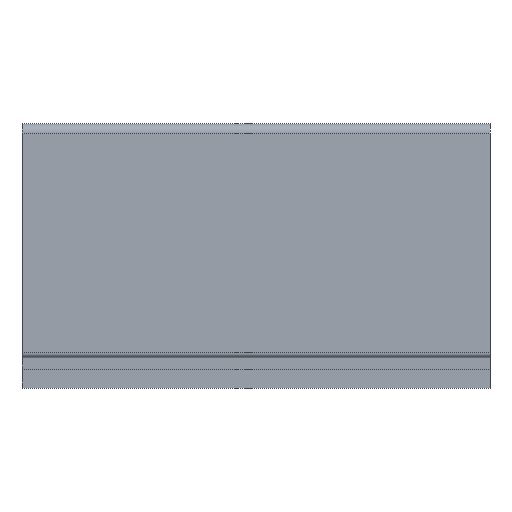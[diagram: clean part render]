
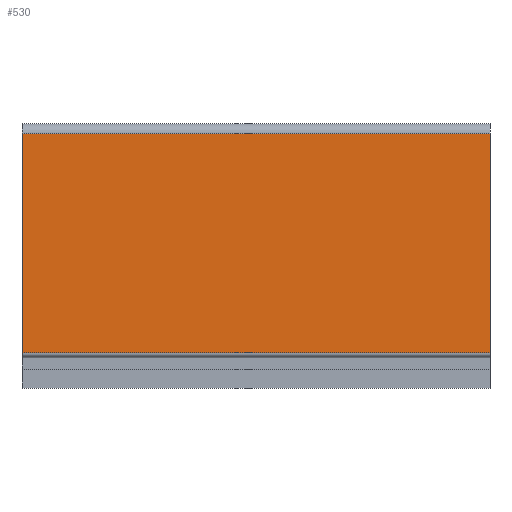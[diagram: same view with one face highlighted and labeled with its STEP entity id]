
A CAD part, left-side view. The second image highlights one B-rep face of the part: STEP entity #530.
In plain terms, the highlighted planar face has unit normal (-1, 0, 0).
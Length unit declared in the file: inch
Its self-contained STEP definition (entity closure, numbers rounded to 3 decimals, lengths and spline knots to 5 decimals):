
#467=CARTESIAN_POINT('',(9.085,5.20655,-1.5));
#468=VERTEX_POINT('',#467);
#476=CARTESIAN_POINT('',(9.085,11.20655,-1.5));
#477=VERTEX_POINT('',#476);
#478=CARTESIAN_POINT('',(9.085,8.20655,-1.5));
#479=DIRECTION('',(0.,1.,0.));
#480=VECTOR('',#479,1.);
#481=LINE('',#478,#480);
#482=EDGE_CURVE('',#468,#477,#481,.T.);
#500=CARTESIAN_POINT('',(9.085,5.20655,1.3125));
#501=VERTEX_POINT('',#500);
#502=CARTESIAN_POINT('',(9.085,5.20655,1.3125));
#503=DIRECTION('',(0.,0.,1.));
#504=VECTOR('',#503,1.);
#505=LINE('',#502,#504);
#506=EDGE_CURVE('',#468,#501,#505,.T.);
#507=ORIENTED_EDGE('',*,*,#506,.T.);
#508=CARTESIAN_POINT('',(9.085,11.20655,1.3125));
#509=VERTEX_POINT('',#508);
#510=CARTESIAN_POINT('',(9.085,8.20655,1.3125));
#511=DIRECTION('',(0.,-1.,0.));
#512=VECTOR('',#511,1.);
#513=LINE('',#510,#512);
#514=EDGE_CURVE('',#509,#501,#513,.T.);
#515=ORIENTED_EDGE('',*,*,#514,.F.);
#516=CARTESIAN_POINT('',(9.085,11.20655,1.3125));
#517=DIRECTION('',(0.,0.,-1.));
#518=VECTOR('',#517,1.);
#519=LINE('',#516,#518);
#520=EDGE_CURVE('',#509,#477,#519,.T.);
#521=ORIENTED_EDGE('',*,*,#520,.T.);
#522=ORIENTED_EDGE('',*,*,#482,.F.);
#523=EDGE_LOOP('',(#507,#515,#521,#522));
#524=FACE_OUTER_BOUND('',#523,.T.);
#525=CARTESIAN_POINT('',(9.085,8.20655,-0.09375));
#526=DIRECTION('',(-1.,0.,0.));
#527=DIRECTION('',(0.,0.,-1.));
#528=AXIS2_PLACEMENT_3D('',#525,#526,#527);
#529=PLANE('',#528);
#530=ADVANCED_FACE('',(#524),#529,.T.);
